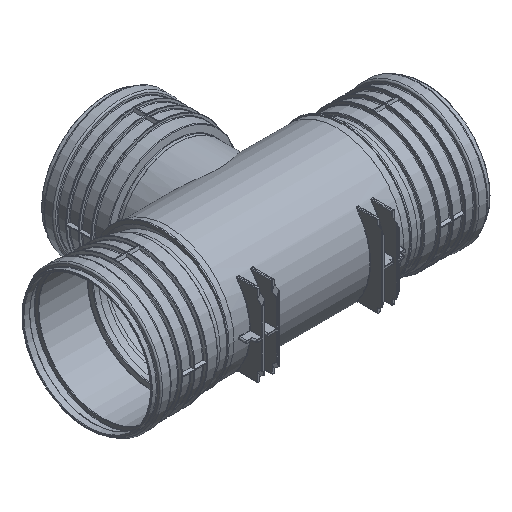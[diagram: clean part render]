
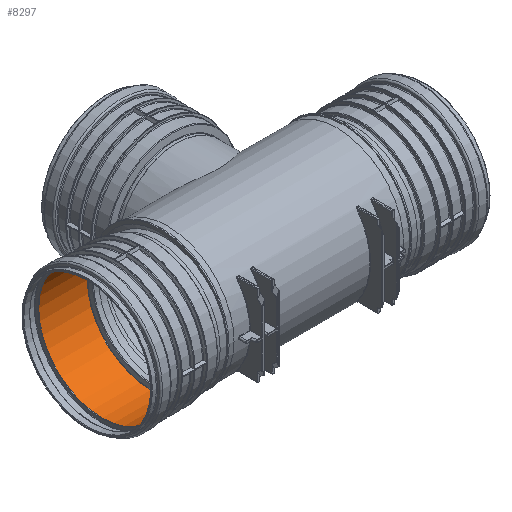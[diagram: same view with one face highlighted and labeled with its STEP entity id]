
A CAD part, isometric view. The second image highlights one B-rep face of the part: STEP entity #8297.
In plain terms, the highlighted cylindrical face has radius 202 mm (diameter 404 mm), a full revolution.
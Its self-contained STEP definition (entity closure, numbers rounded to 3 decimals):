
#987=FACE_OUTER_BOUND('',#1474,.T.);
#1474=EDGE_LOOP('',(#6899,#6900,#6901,#6902,#6903,#6904));
#2031=LINE('',#15976,#2476);
#2476=VECTOR('',#11117,202.);
#2864=CIRCLE('',#9156,202.);
#2866=CIRCLE('',#9158,202.);
#2867=CIRCLE('',#9160,202.);
#2868=CIRCLE('',#9161,202.);
#3634=VERTEX_POINT('',#15969);
#3635=VERTEX_POINT('',#15970);
#3636=VERTEX_POINT('',#15975);
#3637=VERTEX_POINT('',#15977);
#4771=EDGE_CURVE('',#3634,#3635,#2864,.T.);
#4773=EDGE_CURVE('',#3635,#3634,#2866,.T.);
#4774=EDGE_CURVE('',#3635,#3636,#2031,.T.);
#4775=EDGE_CURVE('',#3637,#3636,#2867,.T.);
#4776=EDGE_CURVE('',#3636,#3637,#2868,.T.);
#6899=ORIENTED_EDGE('',*,*,#4771,.T.);
#6900=ORIENTED_EDGE('',*,*,#4774,.T.);
#6901=ORIENTED_EDGE('',*,*,#4775,.F.);
#6902=ORIENTED_EDGE('',*,*,#4776,.F.);
#6903=ORIENTED_EDGE('',*,*,#4774,.F.);
#6904=ORIENTED_EDGE('',*,*,#4773,.T.);
#7947=CYLINDRICAL_SURFACE('',#9159,202.);
#8297=ADVANCED_FACE('',(#987),#7947,.F.);
#9156=AXIS2_PLACEMENT_3D('',#15971,#11109,#11110);
#9158=AXIS2_PLACEMENT_3D('',#15973,#11113,#11114);
#9159=AXIS2_PLACEMENT_3D('',#15974,#11115,#11116);
#9160=AXIS2_PLACEMENT_3D('',#15978,#11118,#11119);
#9161=AXIS2_PLACEMENT_3D('',#15979,#11120,#11121);
#11109=DIRECTION('center_axis',(0.,1.,0.));
#11110=DIRECTION('ref_axis',(1.,0.,0.));
#11113=DIRECTION('center_axis',(0.,1.,0.));
#11114=DIRECTION('ref_axis',(1.,0.,0.));
#11115=DIRECTION('center_axis',(0.,1.,0.));
#11116=DIRECTION('ref_axis',(-1.,0.,0.));
#11117=DIRECTION('',(0.,-1.,0.));
#11118=DIRECTION('center_axis',(0.,1.,0.));
#11119=DIRECTION('ref_axis',(1.,0.,0.));
#11120=DIRECTION('center_axis',(0.,1.,0.));
#11121=DIRECTION('ref_axis',(1.,0.,0.));
#15969=CARTESIAN_POINT('',(0.,175.578,-202.));
#15970=CARTESIAN_POINT('',(202.,175.578,0.));
#15971=CARTESIAN_POINT('Origin',(0.,175.578,0.));
#15973=CARTESIAN_POINT('Origin',(0.,175.578,0.));
#15974=CARTESIAN_POINT('Origin',(0.,98.213,0.));
#15975=CARTESIAN_POINT('',(202.,20.847,0.));
#15976=CARTESIAN_POINT('',(202.,98.213,0.));
#15977=CARTESIAN_POINT('',(0.,20.847,-202.));
#15978=CARTESIAN_POINT('Origin',(0.,20.847,0.));
#15979=CARTESIAN_POINT('Origin',(0.,20.847,0.));
